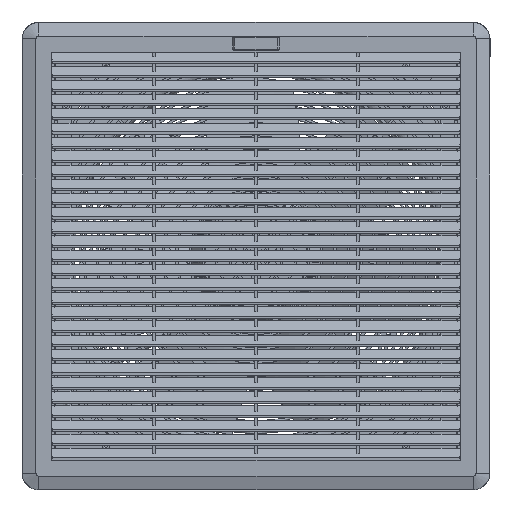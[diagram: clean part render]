
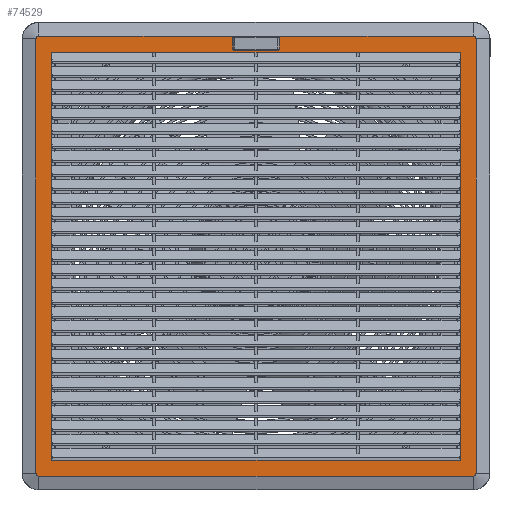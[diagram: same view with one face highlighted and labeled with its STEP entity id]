
A CAD part, top view. The second image highlights one B-rep face of the part: STEP entity #74529.
In plain terms, the highlighted face is planar.
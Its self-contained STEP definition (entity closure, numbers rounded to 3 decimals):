
#2114=FACE_BOUND('',#14522,.T.);
#4002=PLANE('',#81347);
#9963=FACE_OUTER_BOUND('',#14521,.T.);
#14521=EDGE_LOOP('',(#69141,#69142,#69143,#69144,#69145,#69146,#69147,#69148,
#69149,#69150,#69151,#69152,#69153,#69154,#69155,#69156));
#14522=EDGE_LOOP('',(#69157,#69158,#69159,#69160));
#20370=LINE('',#192834,#26744);
#20375=LINE('',#192847,#26749);
#20718=LINE('',#193558,#27092);
#20726=LINE('',#193582,#27100);
#20730=LINE('',#193593,#27104);
#20910=LINE('',#193953,#27284);
#20914=LINE('',#193963,#27288);
#20918=LINE('',#193970,#27292);
#20928=LINE('',#193996,#27302);
#20930=LINE('',#194001,#27304);
#20931=LINE('',#194002,#27305);
#20940=LINE('',#194026,#27314);
#26744=VECTOR('',#99761,10.);
#26749=VECTOR('',#99774,10.);
#27092=VECTOR('',#100489,10.);
#27100=VECTOR('',#100513,10.);
#27104=VECTOR('',#100525,10.);
#27284=VECTOR('',#100947,10.);
#27288=VECTOR('',#100959,10.);
#27292=VECTOR('',#100965,10.);
#27302=VECTOR('',#101001,10.);
#27304=VECTOR('',#101005,10.);
#27305=VECTOR('',#101006,10.);
#27314=VECTOR('',#101039,10.);
#30190=CIRCLE('',#80991,1.812);
#30192=CIRCLE('',#80995,1.812);
#30208=CIRCLE('',#81181,1.);
#30210=CIRCLE('',#81185,1.);
#30212=CIRCLE('',#81189,1.);
#30214=CIRCLE('',#81193,1.);
#30216=CIRCLE('',#81327,1.812);
#30219=CIRCLE('',#81341,1.812);
#36817=VERTEX_POINT('',#192823);
#36818=VERTEX_POINT('',#192825);
#36821=VERTEX_POINT('',#192832);
#36823=VERTEX_POINT('',#192838);
#36825=VERTEX_POINT('',#192845);
#36991=VERTEX_POINT('',#193548);
#36992=VERTEX_POINT('',#193549);
#36995=VERTEX_POINT('',#193557);
#36997=VERTEX_POINT('',#193563);
#36999=VERTEX_POINT('',#193569);
#37001=VERTEX_POINT('',#193575);
#37003=VERTEX_POINT('',#193581);
#37005=VERTEX_POINT('',#193587);
#37064=VERTEX_POINT('',#193949);
#37065=VERTEX_POINT('',#193951);
#37067=VERTEX_POINT('',#193962);
#37069=VERTEX_POINT('',#193968);
#37071=VERTEX_POINT('',#193981);
#37074=VERTEX_POINT('',#193999);
#37077=VERTEX_POINT('',#194015);
#47183=EDGE_CURVE('',#36817,#36818,#30190,.T.);
#47187=EDGE_CURVE('',#36821,#36817,#20370,.T.);
#47190=EDGE_CURVE('',#36823,#36821,#30192,.T.);
#47194=EDGE_CURVE('',#36825,#36823,#20375,.T.);
#47557=EDGE_CURVE('',#36991,#36992,#30208,.T.);
#47561=EDGE_CURVE('',#36995,#36991,#20718,.T.);
#47564=EDGE_CURVE('',#36997,#36995,#30210,.T.);
#47570=EDGE_CURVE('',#37001,#36999,#30212,.T.);
#47573=EDGE_CURVE('',#37003,#37001,#20726,.T.);
#47576=EDGE_CURVE('',#37005,#37003,#30214,.T.);
#47579=EDGE_CURVE('',#36992,#37005,#20730,.T.);
#47759=EDGE_CURVE('',#37064,#37065,#20910,.T.);
#47763=EDGE_CURVE('',#37067,#37064,#20914,.T.);
#47767=EDGE_CURVE('',#37065,#37069,#20918,.T.);
#47773=EDGE_CURVE('',#37071,#36825,#30216,.T.);
#47780=EDGE_CURVE('',#37069,#37067,#20928,.T.);
#47782=EDGE_CURVE('',#37074,#36999,#20930,.T.);
#47783=EDGE_CURVE('',#36997,#37071,#20931,.T.);
#47790=EDGE_CURVE('',#37077,#37074,#30219,.T.);
#47795=EDGE_CURVE('',#36818,#37077,#20940,.T.);
#69141=ORIENTED_EDGE('',*,*,#47570,.T.);
#69142=ORIENTED_EDGE('',*,*,#47782,.F.);
#69143=ORIENTED_EDGE('',*,*,#47790,.F.);
#69144=ORIENTED_EDGE('',*,*,#47795,.F.);
#69145=ORIENTED_EDGE('',*,*,#47183,.F.);
#69146=ORIENTED_EDGE('',*,*,#47187,.F.);
#69147=ORIENTED_EDGE('',*,*,#47190,.F.);
#69148=ORIENTED_EDGE('',*,*,#47194,.F.);
#69149=ORIENTED_EDGE('',*,*,#47773,.F.);
#69150=ORIENTED_EDGE('',*,*,#47783,.F.);
#69151=ORIENTED_EDGE('',*,*,#47564,.T.);
#69152=ORIENTED_EDGE('',*,*,#47561,.T.);
#69153=ORIENTED_EDGE('',*,*,#47557,.T.);
#69154=ORIENTED_EDGE('',*,*,#47579,.T.);
#69155=ORIENTED_EDGE('',*,*,#47576,.T.);
#69156=ORIENTED_EDGE('',*,*,#47573,.T.);
#69157=ORIENTED_EDGE('',*,*,#47780,.T.);
#69158=ORIENTED_EDGE('',*,*,#47763,.T.);
#69159=ORIENTED_EDGE('',*,*,#47759,.T.);
#69160=ORIENTED_EDGE('',*,*,#47767,.T.);
#74529=ADVANCED_FACE('',(#9963,#2114),#4002,.T.);
#80991=AXIS2_PLACEMENT_3D('',#192826,#99753,#99754);
#80995=AXIS2_PLACEMENT_3D('',#192840,#99766,#99767);
#81181=AXIS2_PLACEMENT_3D('',#193550,#100481,#100482);
#81185=AXIS2_PLACEMENT_3D('',#193564,#100494,#100495);
#81189=AXIS2_PLACEMENT_3D('',#193576,#100506,#100507);
#81193=AXIS2_PLACEMENT_3D('',#193588,#100518,#100519);
#81327=AXIS2_PLACEMENT_3D('',#193983,#100981,#100982);
#81341=AXIS2_PLACEMENT_3D('',#194017,#101023,#101024);
#81347=AXIS2_PLACEMENT_3D('',#194025,#101037,#101038);
#99753=DIRECTION('center_axis',(0.,-1.,0.));
#99754=DIRECTION('ref_axis',(0.,0.,1.));
#99761=DIRECTION('',(-1.,0.,0.));
#99766=DIRECTION('center_axis',(0.,-1.,0.));
#99767=DIRECTION('ref_axis',(1.,0.,0.));
#99774=DIRECTION('',(0.,0.,1.));
#100481=DIRECTION('center_axis',(0.,-1.,0.));
#100482=DIRECTION('ref_axis',(0.,0.,1.));
#100489=DIRECTION('',(0.,0.,1.));
#100494=DIRECTION('center_axis',(0.,-1.,0.));
#100495=DIRECTION('ref_axis',(1.,0.,0.));
#100506=DIRECTION('center_axis',(0.,-1.,0.));
#100507=DIRECTION('ref_axis',(0.,0.,-1.));
#100513=DIRECTION('',(0.,0.,-1.));
#100518=DIRECTION('center_axis',(0.,-1.,0.));
#100519=DIRECTION('ref_axis',(-1.,0.,0.));
#100525=DIRECTION('',(-1.,0.,0.));
#100947=DIRECTION('',(-1.,0.,0.));
#100959=DIRECTION('',(0.,0.,1.));
#100965=DIRECTION('',(0.,0.,-1.));
#100981=DIRECTION('center_axis',(0.,-1.,0.));
#100982=DIRECTION('ref_axis',(0.,0.,-1.));
#101001=DIRECTION('',(1.,0.,0.));
#101005=DIRECTION('',(1.,0.,0.));
#101006=DIRECTION('',(1.,0.,0.));
#101023=DIRECTION('center_axis',(0.,-1.,0.));
#101024=DIRECTION('ref_axis',(-1.,0.,0.));
#101037=DIRECTION('center_axis',(0.,1.,0.));
#101038=DIRECTION('ref_axis',(1.,0.,0.));
#101039=DIRECTION('',(0.,0.,-1.));
#192823=CARTESIAN_POINT('',(-150.5,13.136,152.312));
#192825=CARTESIAN_POINT('',(-152.312,13.136,150.5));
#192826=CARTESIAN_POINT('Origin',(-150.5,13.136,150.5));
#192832=CARTESIAN_POINT('',(150.5,13.136,152.312));
#192834=CARTESIAN_POINT('',(150.5,13.136,152.312));
#192838=CARTESIAN_POINT('',(152.312,13.136,150.5));
#192840=CARTESIAN_POINT('Origin',(150.5,13.136,150.5));
#192845=CARTESIAN_POINT('',(152.312,13.136,-150.5));
#192847=CARTESIAN_POINT('',(152.312,13.136,-150.5));
#193548=CARTESIAN_POINT('',(16.,13.136,-143.312));
#193549=CARTESIAN_POINT('',(15.,13.136,-142.312));
#193550=CARTESIAN_POINT('Origin',(15.,13.136,-143.312));
#193557=CARTESIAN_POINT('',(16.,13.136,-151.312));
#193558=CARTESIAN_POINT('',(16.,13.136,-0.406));
#193563=CARTESIAN_POINT('',(15.,13.136,-152.312));
#193564=CARTESIAN_POINT('Origin',(15.,13.136,-151.312));
#193569=CARTESIAN_POINT('',(-15.,13.136,-152.312));
#193575=CARTESIAN_POINT('',(-16.,13.136,-151.312));
#193576=CARTESIAN_POINT('Origin',(-15.,13.136,-151.312));
#193581=CARTESIAN_POINT('',(-16.,13.136,-143.312));
#193582=CARTESIAN_POINT('',(-16.,13.136,3.594));
#193587=CARTESIAN_POINT('',(-15.,13.136,-142.312));
#193588=CARTESIAN_POINT('Origin',(-15.,13.136,-143.312));
#193593=CARTESIAN_POINT('',(-68.656,13.136,-142.312));
#193949=CARTESIAN_POINT('',(141.312,13.136,141.312));
#193951=CARTESIAN_POINT('',(-141.312,13.136,141.312));
#193953=CARTESIAN_POINT('',(150.5,13.136,141.312));
#193962=CARTESIAN_POINT('',(141.312,13.136,-141.312));
#193963=CARTESIAN_POINT('',(141.312,13.136,-150.5));
#193968=CARTESIAN_POINT('',(-141.312,13.136,-141.312));
#193970=CARTESIAN_POINT('',(-141.312,13.136,150.5));
#193981=CARTESIAN_POINT('',(150.5,13.136,-152.312));
#193983=CARTESIAN_POINT('Origin',(150.5,13.136,-150.5));
#193996=CARTESIAN_POINT('',(-150.5,13.136,-141.312));
#193999=CARTESIAN_POINT('',(-150.5,13.136,-152.312));
#194001=CARTESIAN_POINT('',(-150.5,13.136,-152.312));
#194002=CARTESIAN_POINT('',(-150.5,13.136,-152.312));
#194015=CARTESIAN_POINT('',(-152.312,13.136,-150.5));
#194017=CARTESIAN_POINT('Origin',(-150.5,13.136,-150.5));
#194025=CARTESIAN_POINT('Origin',(-152.312,13.136,150.5));
#194026=CARTESIAN_POINT('',(-152.312,13.136,150.5));
